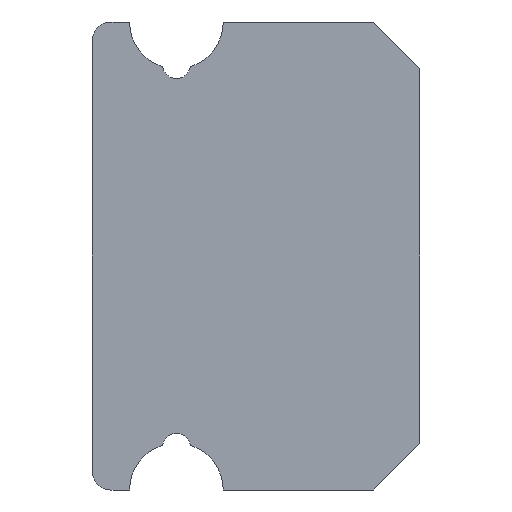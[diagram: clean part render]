
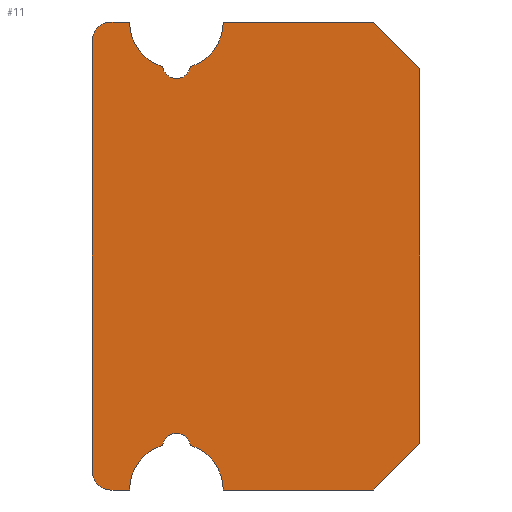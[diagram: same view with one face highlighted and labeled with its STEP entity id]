
A CAD part, left-side view. The second image highlights one B-rep face of the part: STEP entity #11.
In plain terms, the highlighted planar face has unit normal (-1, 0, 0).
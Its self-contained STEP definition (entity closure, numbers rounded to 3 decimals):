
#11 = ADVANCED_FACE ( 'NONE', ( #171 ), #941, .F. ) ;
#47 = ORIENTED_EDGE ( 'NONE', *, *, #1156, .F. ) ;
#48 = ORIENTED_EDGE ( 'NONE', *, *, #1171, .T. ) ;
#49 = ORIENTED_EDGE ( 'NONE', *, *, #1147, .F. ) ;
#50 = ORIENTED_EDGE ( 'NONE', *, *, #1164, .T. ) ;
#51 = ORIENTED_EDGE ( 'NONE', *, *, #1177, .T. ) ;
#52 = ORIENTED_EDGE ( 'NONE', *, *, #1174, .T. ) ;
#53 = ORIENTED_EDGE ( 'NONE', *, *, #1163, .F. ) ;
#54 = ORIENTED_EDGE ( 'NONE', *, *, #1157, .F. ) ;
#55 = ORIENTED_EDGE ( 'NONE', *, *, #1170, .F. ) ;
#56 = ORIENTED_EDGE ( 'NONE', *, *, #1173, .F. ) ;
#57 = ORIENTED_EDGE ( 'NONE', *, *, #1143, .F. ) ;
#58 = ORIENTED_EDGE ( 'NONE', *, *, #1178, .T. ) ;
#59 = ORIENTED_EDGE ( 'NONE', *, *, #1180, .T. ) ;
#60 = ORIENTED_EDGE ( 'NONE', *, *, #1106, .T. ) ;
#61 = ORIENTED_EDGE ( 'NONE', *, *, #1179, .T. ) ;
#62 = ORIENTED_EDGE ( 'NONE', *, *, #1142, .F. ) ;
#63 = ORIENTED_EDGE ( 'NONE', *, *, #1176, .T. ) ;
#171 = FACE_OUTER_BOUND ( 'NONE', #1025, .T. ) ;
#209 = CIRCLE ( 'NONE', #363, 0.15 ) ;
#261 = LINE ( 'NONE', #588, #268 ) ;
#265 = LINE ( 'NONE', #596, #275 ) ;
#266 = LINE ( 'NONE', #590, #267 ) ;
#267 = VECTOR ( 'NONE', #591, 1000. ) ;
#268 = VECTOR ( 'NONE', #593, 1000. ) ;
#275 = VECTOR ( 'NONE', #600, 1000. ) ;
#291 = LINE ( 'NONE', #619, #292 ) ;
#292 = VECTOR ( 'NONE', #620, 1000. ) ;
#293 = LINE ( 'NONE', #622, #294 ) ;
#294 = VECTOR ( 'NONE', #623, 1000. ) ;
#296 = LINE ( 'NONE', #621, #304 ) ;
#304 = VECTOR ( 'NONE', #636, 1000. ) ;
#307 = CIRCLE ( 'NONE', #372, 0.5 ) ;
#312 = LINE ( 'NONE', #645, #314 ) ;
#314 = VECTOR ( 'NONE', #654, 1000. ) ;
#315 = LINE ( 'NONE', #661, #317 ) ;
#317 = VECTOR ( 'NONE', #662, 1000. ) ;
#318 = CIRCLE ( 'NONE', #377, 0.2 ) ;
#321 = CIRCLE ( 'NONE', #380, 0.5 ) ;
#322 = CIRCLE ( 'NONE', #381, 0.2 ) ;
#323 = CIRCLE ( 'NONE', #379, 0.15 ) ;
#324 = CIRCLE ( 'NONE', #382, 0.5 ) ;
#325 = CIRCLE ( 'NONE', #383, 0.5 ) ;
#326 = CIRCLE ( 'NONE', #384, 0.15 ) ;
#338 = AXIS2_PLACEMENT_3D ( 'NONE', #932, #946, #947 ) ;
#363 = AXIS2_PLACEMENT_3D ( 'NONE', #502, #505, #506 ) ;
#372 = AXIS2_PLACEMENT_3D ( 'NONE', #637, #638, #639 ) ;
#377 = AXIS2_PLACEMENT_3D ( 'NONE', #653, #656, #657 ) ;
#379 = AXIS2_PLACEMENT_3D ( 'NONE', #663, #672, #673 ) ;
#380 = AXIS2_PLACEMENT_3D ( 'NONE', #655, #664, #665 ) ;
#381 = AXIS2_PLACEMENT_3D ( 'NONE', #658, #669, #670 ) ;
#382 = AXIS2_PLACEMENT_3D ( 'NONE', #668, #675, #676 ) ;
#383 = AXIS2_PLACEMENT_3D ( 'NONE', #671, #678, #679 ) ;
#384 = AXIS2_PLACEMENT_3D ( 'NONE', #674, #681, #682 ) ;
#444 = CARTESIAN_POINT ( 'NONE',  ( -40., 2.748, 2.022 ) ) ;
#448 = CARTESIAN_POINT ( 'NONE',  ( -40., 2.6, 1.895 ) ) ;
#471 = CARTESIAN_POINT ( 'NONE',  ( -40., 2.1, 2.5 ) ) ;
#473 = CARTESIAN_POINT ( 'NONE',  ( -40., 0.5, 2.5 ) ) ;
#475 = CARTESIAN_POINT ( 'NONE',  ( -40., 3.1, -2.5 ) ) ;
#476 = CARTESIAN_POINT ( 'NONE',  ( -40., 3.3, -2.5 ) ) ;
#481 = CARTESIAN_POINT ( 'NONE',  ( -40., 3.3, 2.5 ) ) ;
#482 = CARTESIAN_POINT ( 'NONE',  ( -40., 3.1, 2.5 ) ) ;
#485 = CARTESIAN_POINT ( 'NONE',  ( -40., 3.5, -2.3 ) ) ;
#486 = CARTESIAN_POINT ( 'NONE',  ( -40., 3.5, 2.3 ) ) ;
#488 = CARTESIAN_POINT ( 'NONE',  ( -40., 2.1, -2.5 ) ) ;
#490 = CARTESIAN_POINT ( 'NONE',  ( -40., 0.5, -2.5 ) ) ;
#492 = CARTESIAN_POINT ( 'NONE',  ( -40., 0., -2. ) ) ;
#494 = CARTESIAN_POINT ( 'NONE',  ( -40., 0., 2. ) ) ;
#495 = CARTESIAN_POINT ( 'NONE',  ( -40., 2.748, -2.022 ) ) ;
#496 = CARTESIAN_POINT ( 'NONE',  ( -40., 2.452, -2.022 ) ) ;
#497 = CARTESIAN_POINT ( 'NONE',  ( -40., 2.452, 2.022 ) ) ;
#502 = CARTESIAN_POINT ( 'NONE',  ( -40., 2.6, 2.045 ) ) ;
#505 = DIRECTION ( 'NONE',  ( 1., 0., 0. ) ) ;
#506 = DIRECTION ( 'NONE',  ( 0., 0., 1. ) ) ;
#588 = CARTESIAN_POINT ( 'NONE',  ( -40., 0.5, 2.5 ) ) ;
#590 = CARTESIAN_POINT ( 'NONE',  ( -40., 0.5, 2.5 ) ) ;
#591 = DIRECTION ( 'NONE',  ( 0., -1., 0. ) ) ;
#593 = DIRECTION ( 'NONE',  ( 0., -1., 0. ) ) ;
#596 = CARTESIAN_POINT ( 'NONE',  ( -40., 0.5, -2.5 ) ) ;
#600 = DIRECTION ( 'NONE',  ( 0., 1., 0. ) ) ;
#619 = CARTESIAN_POINT ( 'NONE',  ( -40., 3.5, -2.5 ) ) ;
#620 = DIRECTION ( 'NONE',  ( 0., 0., 1. ) ) ;
#621 = CARTESIAN_POINT ( 'NONE',  ( -40., 0.5, -2.5 ) ) ;
#622 = CARTESIAN_POINT ( 'NONE',  ( -40., 0., -2. ) ) ;
#623 = DIRECTION ( 'NONE',  ( 0., 0.707, -0.707 ) ) ;
#636 = DIRECTION ( 'NONE',  ( 0., 1., 0. ) ) ;
#637 = CARTESIAN_POINT ( 'NONE',  ( -40., 2.6, -2.5 ) ) ;
#638 = DIRECTION ( 'NONE',  ( 1., 0., 0. ) ) ;
#639 = DIRECTION ( 'NONE',  ( 0., 0., -1. ) ) ;
#645 = CARTESIAN_POINT ( 'NONE',  ( -40., 0., -2. ) ) ;
#653 = CARTESIAN_POINT ( 'NONE',  ( -40., 3.3, -2.3 ) ) ;
#654 = DIRECTION ( 'NONE',  ( 0., 0., -1. ) ) ;
#655 = CARTESIAN_POINT ( 'NONE',  ( -40., 2.6, -2.5 ) ) ;
#656 = DIRECTION ( 'NONE',  ( -1., 0., 0. ) ) ;
#657 = DIRECTION ( 'NONE',  ( 0., 0., -1. ) ) ;
#658 = CARTESIAN_POINT ( 'NONE',  ( -40., 3.3, 2.3 ) ) ;
#661 = CARTESIAN_POINT ( 'NONE',  ( -40., 0., 2. ) ) ;
#662 = DIRECTION ( 'NONE',  ( 0., -0.707, -0.707 ) ) ;
#663 = CARTESIAN_POINT ( 'NONE',  ( -40., 2.6, -2.045 ) ) ;
#664 = DIRECTION ( 'NONE',  ( 1., 0., 0. ) ) ;
#665 = DIRECTION ( 'NONE',  ( 0., 0., -1. ) ) ;
#668 = CARTESIAN_POINT ( 'NONE',  ( -40., 2.6, 2.5 ) ) ;
#669 = DIRECTION ( 'NONE',  ( -1., 0., 0. ) ) ;
#670 = DIRECTION ( 'NONE',  ( 0., 0., -1. ) ) ;
#671 = CARTESIAN_POINT ( 'NONE',  ( -40., 2.6, 2.5 ) ) ;
#672 = DIRECTION ( 'NONE',  ( 1., 0., 0. ) ) ;
#673 = DIRECTION ( 'NONE',  ( 0., 0., -1. ) ) ;
#674 = CARTESIAN_POINT ( 'NONE',  ( -40., 2.6, 2.045 ) ) ;
#675 = DIRECTION ( 'NONE',  ( 1., 0., 0. ) ) ;
#676 = DIRECTION ( 'NONE',  ( 0., 0., 1. ) ) ;
#678 = DIRECTION ( 'NONE',  ( 1., 0., 0. ) ) ;
#679 = DIRECTION ( 'NONE',  ( 0., 0., 1. ) ) ;
#681 = DIRECTION ( 'NONE',  ( 1., 0., 0. ) ) ;
#682 = DIRECTION ( 'NONE',  ( 0., 0., 1. ) ) ;
#850 = VERTEX_POINT ( 'NONE', #448 ) ;
#851 = VERTEX_POINT ( 'NONE', #444 ) ;
#877 = VERTEX_POINT ( 'NONE', #471 ) ;
#879 = VERTEX_POINT ( 'NONE', #473 ) ;
#881 = VERTEX_POINT ( 'NONE', #475 ) ;
#882 = VERTEX_POINT ( 'NONE', #476 ) ;
#887 = VERTEX_POINT ( 'NONE', #481 ) ;
#888 = VERTEX_POINT ( 'NONE', #482 ) ;
#891 = VERTEX_POINT ( 'NONE', #485 ) ;
#892 = VERTEX_POINT ( 'NONE', #486 ) ;
#894 = VERTEX_POINT ( 'NONE', #488 ) ;
#896 = VERTEX_POINT ( 'NONE', #490 ) ;
#898 = VERTEX_POINT ( 'NONE', #492 ) ;
#900 = VERTEX_POINT ( 'NONE', #494 ) ;
#901 = VERTEX_POINT ( 'NONE', #495 ) ;
#902 = VERTEX_POINT ( 'NONE', #496 ) ;
#903 = VERTEX_POINT ( 'NONE', #497 ) ;
#932 = CARTESIAN_POINT ( 'NONE',  ( -40., 3.5, 2.5 ) ) ;
#941 = PLANE ( 'NONE',  #338 ) ;
#946 = DIRECTION ( 'NONE',  ( 1., 0., 0. ) ) ;
#947 = DIRECTION ( 'NONE',  ( 0., 0., -1. ) ) ;
#1025 = EDGE_LOOP ( 'NONE', ( #47, #48, #49, #50, #51, #52, #53, #54, #55, #56, #57, #58, #59, #60, #61, #62, #63 ) ) ;
#1106 = EDGE_CURVE ( 'NONE', #850, #851, #209, .T. ) ;
#1142 = EDGE_CURVE ( 'NONE', #887, #888, #266, .T. ) ;
#1143 = EDGE_CURVE ( 'NONE', #877, #879, #261, .T. ) ;
#1147 = EDGE_CURVE ( 'NONE', #881, #882, #265, .T. ) ;
#1156 = EDGE_CURVE ( 'NONE', #891, #892, #291, .T. ) ;
#1157 = EDGE_CURVE ( 'NONE', #898, #896, #293, .T. ) ;
#1163 = EDGE_CURVE ( 'NONE', #896, #894, #296, .T. ) ;
#1164 = EDGE_CURVE ( 'NONE', #881, #901, #307, .T. ) ;
#1170 = EDGE_CURVE ( 'NONE', #900, #898, #312, .T. ) ;
#1171 = EDGE_CURVE ( 'NONE', #891, #882, #318, .T. ) ;
#1173 = EDGE_CURVE ( 'NONE', #879, #900, #315, .T. ) ;
#1174 = EDGE_CURVE ( 'NONE', #902, #894, #321, .T. ) ;
#1176 = EDGE_CURVE ( 'NONE', #887, #892, #322, .T. ) ;
#1177 = EDGE_CURVE ( 'NONE', #901, #902, #323, .T. ) ;
#1178 = EDGE_CURVE ( 'NONE', #877, #903, #324, .T. ) ;
#1179 = EDGE_CURVE ( 'NONE', #851, #888, #325, .T. ) ;
#1180 = EDGE_CURVE ( 'NONE', #903, #850, #326, .T. ) ;
